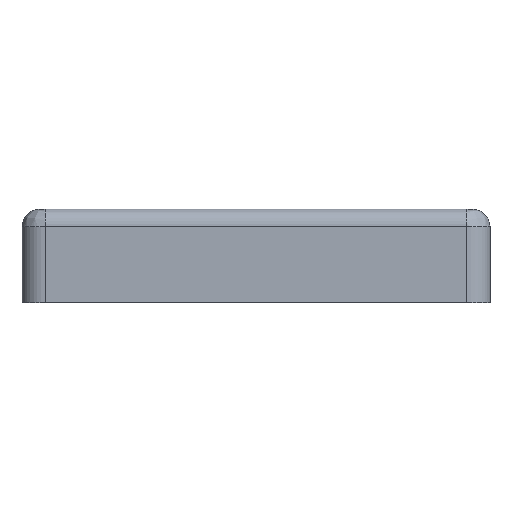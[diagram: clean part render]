
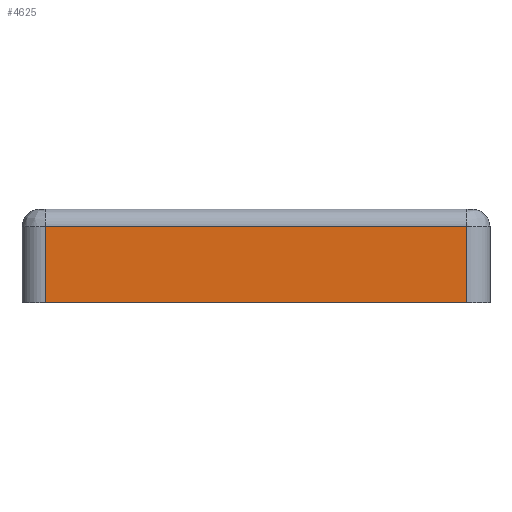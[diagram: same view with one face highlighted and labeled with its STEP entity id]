
A CAD part, front view. The second image highlights one B-rep face of the part: STEP entity #4625.
In plain terms, the highlighted planar face has unit normal (0, -1, 0).
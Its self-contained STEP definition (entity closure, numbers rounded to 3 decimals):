
#951 = DIRECTION ( 'NONE',  ( 1., 0., 0. ) ) ;
#1057 = ORIENTED_EDGE ( 'NONE', *, *, #5260, .F. ) ;
#1290 = DIRECTION ( 'NONE',  ( 0., 0., -1. ) ) ;
#1298 = DIRECTION ( 'NONE',  ( 0., 0., 1. ) ) ;
#1902 = CARTESIAN_POINT ( 'NONE',  ( 36., -40., 13. ) ) ;
#1965 = EDGE_LOOP ( 'NONE', ( #12490, #1057, #11860, #4313 ) ) ;
#2246 = LINE ( 'NONE', #8261, #11178 ) ;
#2833 = PLANE ( 'NONE',  #12592 ) ;
#3264 = VERTEX_POINT ( 'NONE', #6233 ) ;
#3560 = LINE ( 'NONE', #11127, #12507 ) ;
#3865 = CARTESIAN_POINT ( 'NONE',  ( -36., -40., 13. ) ) ;
#4022 = DIRECTION ( 'NONE',  ( 0., 1., 0. ) ) ;
#4313 = ORIENTED_EDGE ( 'NONE', *, *, #12071, .F. ) ;
#4435 = VECTOR ( 'NONE', #951, 1000. ) ;
#4625 = ADVANCED_FACE ( 'NONE', ( #13882 ), #2833, .F. ) ;
#5029 = VERTEX_POINT ( 'NONE', #7801 ) ;
#5260 = EDGE_CURVE ( 'NONE', #5029, #9464, #5416, .T. ) ;
#5416 = LINE ( 'NONE', #8278, #14402 ) ;
#6233 = CARTESIAN_POINT ( 'NONE',  ( 36., -40., 0. ) ) ;
#7662 = DIRECTION ( 'NONE',  ( -1., 0., 0. ) ) ;
#7801 = CARTESIAN_POINT ( 'NONE',  ( -36., -40., 0. ) ) ;
#8261 = CARTESIAN_POINT ( 'NONE',  ( 36., -40., 16. ) ) ;
#8278 = CARTESIAN_POINT ( 'NONE',  ( -36., -40., 16. ) ) ;
#8430 = EDGE_CURVE ( 'NONE', #3264, #5029, #3560, .T. ) ;
#9464 = VERTEX_POINT ( 'NONE', #3865 ) ;
#10662 = LINE ( 'NONE', #13854, #4435 ) ;
#11021 = CARTESIAN_POINT ( 'NONE',  ( 40., -40., 16. ) ) ;
#11127 = CARTESIAN_POINT ( 'NONE',  ( -40., -40., 0. ) ) ;
#11178 = VECTOR ( 'NONE', #1290, 1000. ) ;
#11572 = EDGE_CURVE ( 'NONE', #9464, #13651, #10662, .T. ) ;
#11860 = ORIENTED_EDGE ( 'NONE', *, *, #8430, .F. ) ;
#12071 = EDGE_CURVE ( 'NONE', #13651, #3264, #2246, .T. ) ;
#12194 = DIRECTION ( 'NONE',  ( 0., 0., 1. ) ) ;
#12490 = ORIENTED_EDGE ( 'NONE', *, *, #11572, .F. ) ;
#12507 = VECTOR ( 'NONE', #7662, 1000. ) ;
#12592 = AXIS2_PLACEMENT_3D ( 'NONE', #11021, #4022, #12194 ) ;
#13651 = VERTEX_POINT ( 'NONE', #1902 ) ;
#13854 = CARTESIAN_POINT ( 'NONE',  ( -40., -40., 13. ) ) ;
#13882 = FACE_OUTER_BOUND ( 'NONE', #1965, .T. ) ;
#14402 = VECTOR ( 'NONE', #1298, 1000. ) ;
